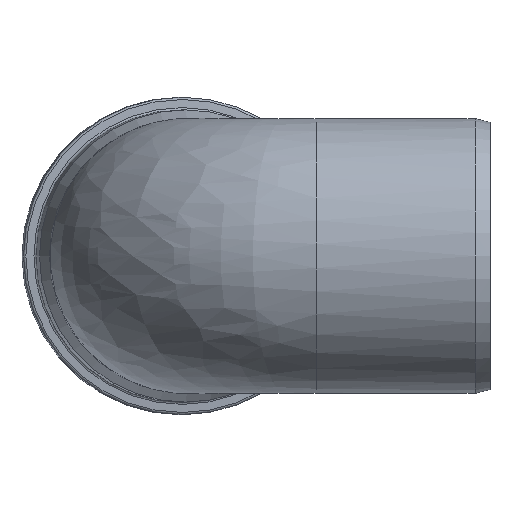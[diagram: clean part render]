
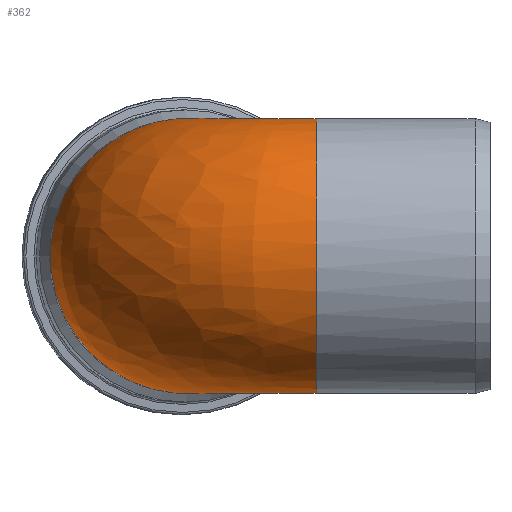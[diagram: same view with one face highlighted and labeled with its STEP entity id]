
A CAD part, left-side view. The second image highlights one B-rep face of the part: STEP entity #362.
In plain terms, the highlighted free-form (B-spline) face has degree [2, 2] with [9, 3] control points.
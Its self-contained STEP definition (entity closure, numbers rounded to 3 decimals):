
#77=CIRCLE('',#399,55.1);
#78=CIRCLE('',#400,55.1);
#110=(
BOUNDED_SURFACE()
B_SPLINE_SURFACE(2,2,((#666,#667,#668),(#669,#670,#671),(#672,#673,#674),
(#675,#676,#677),(#678,#679,#680),(#681,#682,#683),(#684,#685,#686),(#687,
#688,#689),(#690,#691,#692)),.UNSPECIFIED.,.F.,.F.,.F.)
B_SPLINE_SURFACE_WITH_KNOTS((3,2,2,2,3),(3,3),(-2.702,-1.351,
0.,1.351,2.702),(0.,1.527),
 .UNSPECIFIED.)
GEOMETRIC_REPRESENTATION_ITEM()
RATIONAL_B_SPLINE_SURFACE(((1.,0.722,1.),(0.78,
0.564,0.78),(1.,0.722,1.),(0.78,
0.564,0.78),(1.,0.722,1.),(0.78,
0.564,0.78),(1.,0.722,1.),(0.78,
0.564,0.78),(1.,0.722,1.)))
REPRESENTATION_ITEM('')
SURFACE()
);
#113=FACE_OUTER_BOUND('',#147,.T.);
#147=EDGE_LOOP('',(#290,#291,#292,#293));
#213=B_SPLINE_CURVE_WITH_KNOTS('',3,(#630,#631,#632,#633,#634,#635,#636,
#637,#638,#639,#640,#641,#642,#643,#644,#645),.UNSPECIFIED.,.F.,.F.,(4,
3,3,3,3,4),(-0.001,0.078,0.153,
0.155,0.212,0.272),.UNSPECIFIED.);
#214=B_SPLINE_CURVE_WITH_KNOTS('',3,(#649,#650,#651,#652,#653,#654,#655,
#656,#657,#658,#659,#660,#661,#662,#663,#664),.UNSPECIFIED.,.F.,.F.,(4,
3,3,3,3,4),(-0.001,0.059,0.116,
0.118,0.193,0.272),.UNSPECIFIED.);
#215=VERTEX_POINT('',#628);
#216=VERTEX_POINT('',#629);
#217=VERTEX_POINT('',#646);
#218=VERTEX_POINT('',#648);
#249=EDGE_CURVE('',#215,#216,#213,.T.);
#251=EDGE_CURVE('',#218,#217,#214,.T.);
#253=EDGE_CURVE('',#217,#215,#77,.T.);
#254=EDGE_CURVE('',#218,#216,#78,.T.);
#290=ORIENTED_EDGE('',*,*,#251,.T.);
#291=ORIENTED_EDGE('',*,*,#253,.T.);
#292=ORIENTED_EDGE('',*,*,#249,.T.);
#293=ORIENTED_EDGE('',*,*,#254,.F.);
#362=ADVANCED_FACE('',(#113),#110,.F.);
#399=AXIS2_PLACEMENT_3D('',#693,#469,#470);
#400=AXIS2_PLACEMENT_3D('',#694,#471,#472);
#469=DIRECTION('center_axis',(0.,1.,0.));
#470=DIRECTION('ref_axis',(1.,0.,0.));
#471=DIRECTION('center_axis',(0.999,0.044,0.));
#472=DIRECTION('ref_axis',(0.044,-0.999,0.));
#628=CARTESIAN_POINT('',(49.793,69.498,23.595));
#629=CARTESIAN_POINT('',(51.521,71.304,23.595));
#630=CARTESIAN_POINT('Ctrl Pts',(49.793,69.498,23.595));
#631=CARTESIAN_POINT('Ctrl Pts',(49.814,69.756,23.549));
#632=CARTESIAN_POINT('Ctrl Pts',(49.888,70.008,23.515));
#633=CARTESIAN_POINT('Ctrl Pts',(50.007,70.241,23.494));
#634=CARTESIAN_POINT('Ctrl Pts',(50.122,70.463,23.474));
#635=CARTESIAN_POINT('Ctrl Pts',(50.275,70.663,23.466));
#636=CARTESIAN_POINT('Ctrl Pts',(50.463,70.828,23.472));
#637=CARTESIAN_POINT('Ctrl Pts',(50.468,70.832,23.472));
#638=CARTESIAN_POINT('Ctrl Pts',(50.472,70.836,23.472));
#639=CARTESIAN_POINT('Ctrl Pts',(50.477,70.839,23.472));
#640=CARTESIAN_POINT('Ctrl Pts',(50.62,70.963,23.477));
#641=CARTESIAN_POINT('Ctrl Pts',(50.781,71.065,23.49));
#642=CARTESIAN_POINT('Ctrl Pts',(50.953,71.142,23.51));
#643=CARTESIAN_POINT('Ctrl Pts',(51.134,71.224,23.531));
#644=CARTESIAN_POINT('Ctrl Pts',(51.326,71.279,23.56));
#645=CARTESIAN_POINT('Ctrl Pts',(51.521,71.304,23.595));
#646=CARTESIAN_POINT('',(49.793,69.498,-23.595));
#648=CARTESIAN_POINT('',(51.521,71.304,-23.595));
#649=CARTESIAN_POINT('Ctrl Pts',(51.521,71.304,-23.595));
#650=CARTESIAN_POINT('Ctrl Pts',(51.326,71.279,-23.56));
#651=CARTESIAN_POINT('Ctrl Pts',(51.134,71.224,-23.531));
#652=CARTESIAN_POINT('Ctrl Pts',(50.953,71.142,-23.51));
#653=CARTESIAN_POINT('Ctrl Pts',(50.781,71.065,-23.49));
#654=CARTESIAN_POINT('Ctrl Pts',(50.62,70.963,-23.477));
#655=CARTESIAN_POINT('Ctrl Pts',(50.477,70.839,-23.472));
#656=CARTESIAN_POINT('Ctrl Pts',(50.472,70.836,-23.472));
#657=CARTESIAN_POINT('Ctrl Pts',(50.468,70.832,-23.472));
#658=CARTESIAN_POINT('Ctrl Pts',(50.463,70.828,-23.472));
#659=CARTESIAN_POINT('Ctrl Pts',(50.275,70.663,-23.466));
#660=CARTESIAN_POINT('Ctrl Pts',(50.122,70.463,-23.474));
#661=CARTESIAN_POINT('Ctrl Pts',(50.007,70.241,-23.494));
#662=CARTESIAN_POINT('Ctrl Pts',(49.888,70.008,-23.515));
#663=CARTESIAN_POINT('Ctrl Pts',(49.814,69.756,-23.549));
#664=CARTESIAN_POINT('Ctrl Pts',(49.793,69.498,-23.595));
#666=CARTESIAN_POINT('Ctrl Pts',(49.854,69.498,23.465));
#667=CARTESIAN_POINT('Ctrl Pts',(49.854,71.17,23.465));
#668=CARTESIAN_POINT('Ctrl Pts',(51.524,71.243,23.465));
#669=CARTESIAN_POINT('Ctrl Pts',(31.055,69.498,63.404));
#670=CARTESIAN_POINT('Ctrl Pts',(31.055,89.165,63.404));
#671=CARTESIAN_POINT('Ctrl Pts',(50.704,90.023,63.404));
#672=CARTESIAN_POINT('Ctrl Pts',(-12.022,69.498,53.772));
#673=CARTESIAN_POINT('Ctrl Pts',(-12.022,130.403,53.772));
#674=CARTESIAN_POINT('Ctrl Pts',(48.825,133.06,53.772));
#675=CARTESIAN_POINT('Ctrl Pts',(-55.1,69.498,44.141));
#676=CARTESIAN_POINT('Ctrl Pts',(-55.1,171.641,44.141));
#677=CARTESIAN_POINT('Ctrl Pts',(46.946,176.097,44.141));
#678=CARTESIAN_POINT('Ctrl Pts',(-55.1,69.498,0.));
#679=CARTESIAN_POINT('Ctrl Pts',(-55.1,171.641,0.));
#680=CARTESIAN_POINT('Ctrl Pts',(46.946,176.097,0.));
#681=CARTESIAN_POINT('Ctrl Pts',(-55.1,69.498,-44.141));
#682=CARTESIAN_POINT('Ctrl Pts',(-55.1,171.641,-44.141));
#683=CARTESIAN_POINT('Ctrl Pts',(46.946,176.097,-44.141));
#684=CARTESIAN_POINT('Ctrl Pts',(-12.022,69.498,-53.772));
#685=CARTESIAN_POINT('Ctrl Pts',(-12.022,130.403,-53.772));
#686=CARTESIAN_POINT('Ctrl Pts',(48.825,133.06,-53.772));
#687=CARTESIAN_POINT('Ctrl Pts',(31.055,69.498,-63.404));
#688=CARTESIAN_POINT('Ctrl Pts',(31.055,89.165,-63.404));
#689=CARTESIAN_POINT('Ctrl Pts',(50.704,90.023,-63.404));
#690=CARTESIAN_POINT('Ctrl Pts',(49.854,69.498,-23.465));
#691=CARTESIAN_POINT('Ctrl Pts',(49.854,71.17,-23.465));
#692=CARTESIAN_POINT('Ctrl Pts',(51.524,71.243,-23.465));
#693=CARTESIAN_POINT('Origin',(0.,69.498,0.));
#694=CARTESIAN_POINT('Origin',(49.349,121.049,0.));
